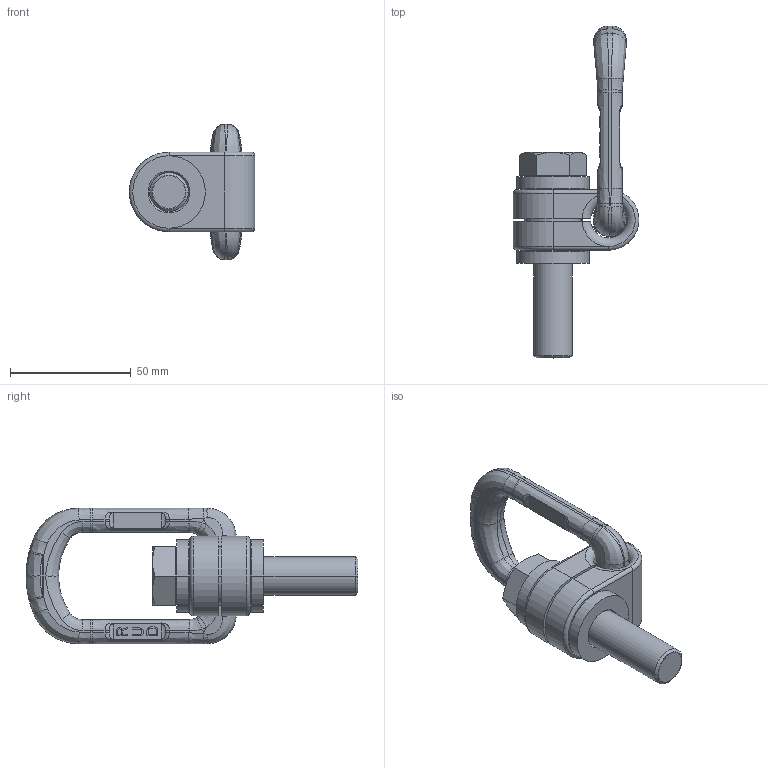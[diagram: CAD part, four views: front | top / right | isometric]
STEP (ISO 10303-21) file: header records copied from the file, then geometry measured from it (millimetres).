
FILE_DESCRIPTION((''),'2;1');
FILE_NAME('001-M31814-DX1_ASM','2006-02-23T',('jakubetz'),(''),'PRO/ENGINEER BY PARAMETRIC TECHNOLOGY CORPORATION, 2001400','PRO/ENGINEER BY PARAMETRIC TECHNOLOGY CORPORATION, 2001400','');
FILE_SCHEMA(('CONFIG_CONTROL_DESIGN'));
Length unit declared in the file: millimetre
Products named in the file (7): 001-M31814-P-1; 001-M31814-P-2; 001-M31814-P-3; 001-M12995-RT2; 001-M31814-BA1; 001-M31120-V06; 001-M31814-DX1_ASM
Assembly tree (6 placements, depth 2):
  001-M31814-DX1_ASM
    001-M31814-P-1
    001-M31814-P-2
    001-M31814-P-3
    001-M12995-RT2
    001-M31814-BA1
    001-M31120-V06
Bounding box: 52 x 137.35 x 56 mm (x, y, z)
Volume: 72513 mm3; surface area: 32962.9 mm2
Topology: 6 solids, 7 shells, 831 faces, 2182 edges, 1398 vertices
Faces by surface type: plane 563, bspline 140, cylinder 86, torus 22, cone 20
Entity records: 33987 total; most frequent: CARTESIAN_POINT 14262, ORIENTED_EDGE 4360, DIRECTION 3582, EDGE_CURVE 2182, VECTOR 1570, LINE 1570, VERTEX_POINT 1398, AXIS2_PLACEMENT_3D 1006
